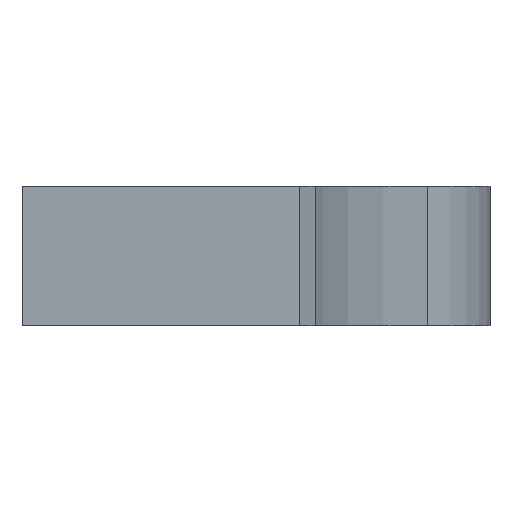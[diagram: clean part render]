
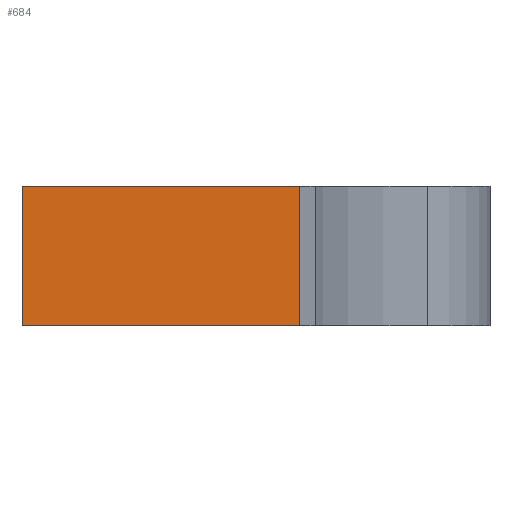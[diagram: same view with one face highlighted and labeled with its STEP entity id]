
A CAD part, front view. The second image highlights one B-rep face of the part: STEP entity #684.
In plain terms, the highlighted planar face has unit normal (0, -1, 0).
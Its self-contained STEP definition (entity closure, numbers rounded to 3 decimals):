
#30 = CARTESIAN_POINT ( 'NONE',  ( -3.55, -25.099, 10. ) ) ;
#64 = VERTEX_POINT ( 'NONE', #720 ) ;
#140 = EDGE_CURVE ( 'NONE', #64, #740, #520, .T. ) ;
#172 = CARTESIAN_POINT ( 'NONE',  ( -12.05, -25.099, 10. ) ) ;
#188 = ORIENTED_EDGE ( 'NONE', *, *, #554, .T. ) ;
#193 = VERTEX_POINT ( 'NONE', #579 ) ;
#240 = ORIENTED_EDGE ( 'NONE', *, *, #140, .T. ) ;
#247 = CARTESIAN_POINT ( 'NONE',  ( 7.837, -25.099, 10. ) ) ;
#259 = EDGE_CURVE ( 'NONE', #64, #193, #298, .T. ) ;
#281 = CARTESIAN_POINT ( 'NONE',  ( 7.837, -25.099, 10. ) ) ;
#298 = LINE ( 'NONE', #883, #872 ) ;
#365 = PLANE ( 'NONE',  #404 ) ;
#404 = AXIS2_PLACEMENT_3D ( 'NONE', #30, #781, #527 ) ;
#433 = LINE ( 'NONE', #495, #504 ) ;
#455 = VECTOR ( 'NONE', #662, 1000. ) ;
#459 = FACE_OUTER_BOUND ( 'NONE', #1101, .T. ) ;
#495 = CARTESIAN_POINT ( 'NONE',  ( -3.55, -25.099, 10. ) ) ;
#504 = VECTOR ( 'NONE', #924, 1000. ) ;
#513 = LINE ( 'NONE', #172, #727 ) ;
#520 = LINE ( 'NONE', #247, #455 ) ;
#527 = DIRECTION ( 'NONE',  ( 0., 0., -1. ) ) ;
#554 = EDGE_CURVE ( 'NONE', #740, #652, #433, .T. ) ;
#579 = CARTESIAN_POINT ( 'NONE',  ( -12.05, -25.099, 0. ) ) ;
#607 = ORIENTED_EDGE ( 'NONE', *, *, #619, .T. ) ;
#617 = DIRECTION ( 'NONE',  ( -1., 0., 0. ) ) ;
#619 = EDGE_CURVE ( 'NONE', #652, #193, #513, .T. ) ;
#652 = VERTEX_POINT ( 'NONE', #1090 ) ;
#662 = DIRECTION ( 'NONE',  ( 0., 0., 1. ) ) ;
#684 = ADVANCED_FACE ( 'NONE', ( #459 ), #365, .T. ) ;
#720 = CARTESIAN_POINT ( 'NONE',  ( 7.837, -25.099, 0. ) ) ;
#727 = VECTOR ( 'NONE', #1098, 1000. ) ;
#740 = VERTEX_POINT ( 'NONE', #281 ) ;
#781 = DIRECTION ( 'NONE',  ( 0., -1., 0. ) ) ;
#872 = VECTOR ( 'NONE', #617, 1000. ) ;
#883 = CARTESIAN_POINT ( 'NONE',  ( -3.55, -25.099, 0. ) ) ;
#900 = ORIENTED_EDGE ( 'NONE', *, *, #259, .F. ) ;
#924 = DIRECTION ( 'NONE',  ( -1., 0., 0. ) ) ;
#1090 = CARTESIAN_POINT ( 'NONE',  ( -12.05, -25.099, 10. ) ) ;
#1098 = DIRECTION ( 'NONE',  ( 0., 0., -1. ) ) ;
#1101 = EDGE_LOOP ( 'NONE', ( #900, #240, #188, #607 ) ) ;
